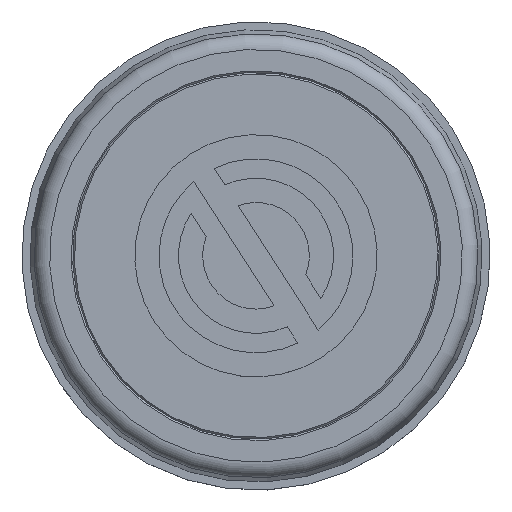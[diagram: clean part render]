
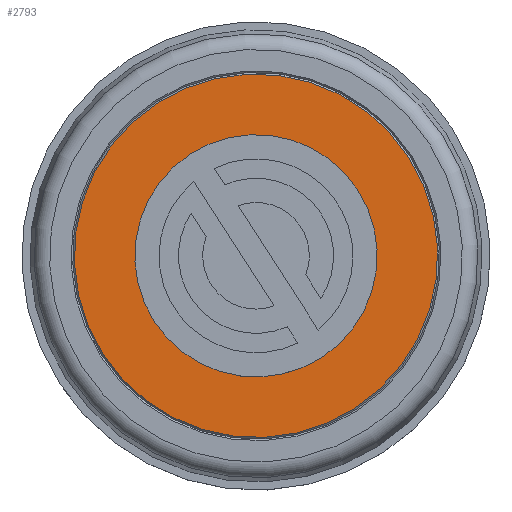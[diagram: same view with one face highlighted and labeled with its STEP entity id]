
A CAD part, top view. The second image highlights one B-rep face of the part: STEP entity #2793.
In plain terms, the highlighted planar face has unit normal (0, 0, 1).
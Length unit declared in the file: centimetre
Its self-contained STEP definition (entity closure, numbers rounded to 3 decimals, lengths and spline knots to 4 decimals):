
#40=FACE_BOUND('',#688,.T.);
#81=PLANE('',#2976);
#422=CIRCLE('',#2974,0.75);
#423=CIRCLE('',#2977,1.125);
#520=FACE_OUTER_BOUND('',#687,.T.);
#687=EDGE_LOOP('',(#2104));
#688=EDGE_LOOP('',(#2105));
#1310=VERTEX_POINT('',#6437);
#1311=VERTEX_POINT('',#6441);
#1628=EDGE_CURVE('',#1310,#1310,#422,.T.);
#1629=EDGE_CURVE('',#1311,#1311,#423,.T.);
#2104=ORIENTED_EDGE('',*,*,#1629,.F.);
#2105=ORIENTED_EDGE('',*,*,#1628,.T.);
#2793=ADVANCED_FACE('',(#520,#40),#81,.T.);
#2974=AXIS2_PLACEMENT_3D('',#6438,#3260,#3261);
#2976=AXIS2_PLACEMENT_3D('',#6440,#3264,#3265);
#2977=AXIS2_PLACEMENT_3D('',#6442,#3266,#3267);
#3260=DIRECTION('center_axis',(0.,0.,
-1.));
#3261=DIRECTION('ref_axis',(-0.84,-0.542,0.));
#3264=DIRECTION('center_axis',(0.,0.,
1.));
#3265=DIRECTION('ref_axis',(0.542,-0.84,0.));
#3266=DIRECTION('center_axis',(0.,0.,
-1.));
#3267=DIRECTION('ref_axis',(0.84,0.542,0.));
#6437=CARTESIAN_POINT('',(0.749,0.0256,1.9047));
#6438=CARTESIAN_POINT('Origin',(0.1186,-0.3807,1.9047));
#6440=CARTESIAN_POINT('Origin',(0.5914,-0.0759,1.9047));
#6441=CARTESIAN_POINT('',(1.0642,0.2288,1.9047));
#6442=CARTESIAN_POINT('Origin',(0.1186,-0.3807,1.9047));
